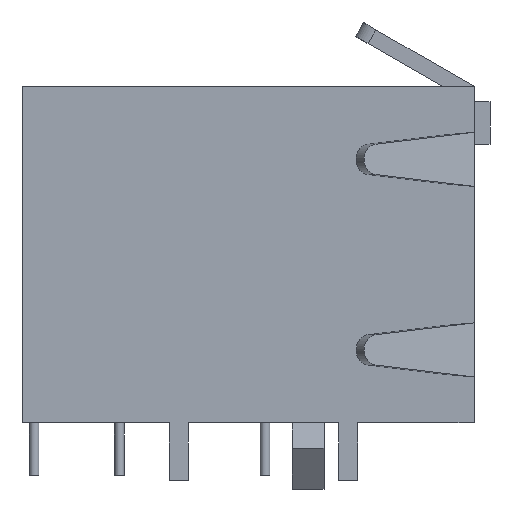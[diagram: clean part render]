
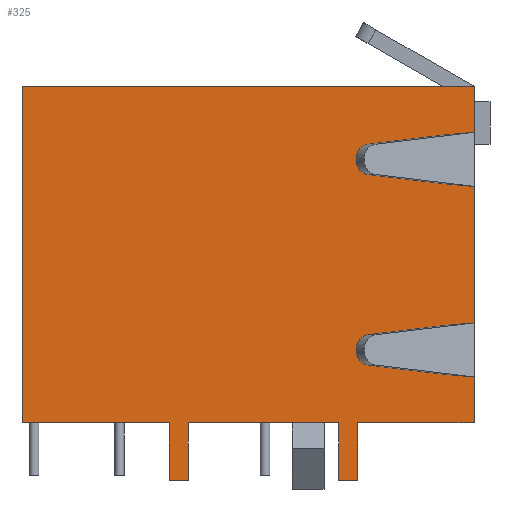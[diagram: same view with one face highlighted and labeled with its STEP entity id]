
A CAD part, left-side view. The second image highlights one B-rep face of the part: STEP entity #325.
In plain terms, the highlighted planar face has unit normal (-1, 0, 0).
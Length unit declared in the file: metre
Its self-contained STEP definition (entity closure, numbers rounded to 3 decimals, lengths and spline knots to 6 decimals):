
#325 = ADVANCED_FACE( '', ( #712 ), #713, .F. );
#712 = FACE_OUTER_BOUND( '', #1173, .T. );
#713 = PLANE( '', #1174 );
#1173 = EDGE_LOOP( '', ( #1988, #1989, #1990, #1991, #1992, #1993, #1994, #1995, #1996, #1997, #1998, #1999, #2000, #2001, #2002, #2003, #2004, #2005, #2006, #2007 ) );
#1174 = AXIS2_PLACEMENT_3D( '', #2008, #2009, #2010 );
#1988 = ORIENTED_EDGE( '', *, *, #2855, .T. );
#1989 = ORIENTED_EDGE( '', *, *, #2802, .T. );
#1990 = ORIENTED_EDGE( '', *, *, #2793, .F. );
#1991 = ORIENTED_EDGE( '', *, *, #2856, .F. );
#1992 = ORIENTED_EDGE( '', *, *, #2857, .T. );
#1993 = ORIENTED_EDGE( '', *, *, #2858, .F. );
#1994 = ORIENTED_EDGE( '', *, *, #2859, .F. );
#1995 = ORIENTED_EDGE( '', *, *, #2860, .T. );
#1996 = ORIENTED_EDGE( '', *, *, #2861, .F. );
#1997 = ORIENTED_EDGE( '', *, *, #2862, .T. );
#1998 = ORIENTED_EDGE( '', *, *, #2863, .T. );
#1999 = ORIENTED_EDGE( '', *, *, #2864, .T. );
#2000 = ORIENTED_EDGE( '', *, *, #2562, .F. );
#2001 = ORIENTED_EDGE( '', *, *, #2741, .T. );
#2002 = ORIENTED_EDGE( '', *, *, #2721, .T. );
#2003 = ORIENTED_EDGE( '', *, *, #2865, .T. );
#2004 = ORIENTED_EDGE( '', *, *, #2866, .T. );
#2005 = ORIENTED_EDGE( '', *, *, #2608, .T. );
#2006 = ORIENTED_EDGE( '', *, *, #2867, .F. );
#2007 = ORIENTED_EDGE( '', *, *, #2868, .F. );
#2008 = CARTESIAN_POINT( '', ( -0.0084, 0.02835, 0.01055 ) );
#2009 = DIRECTION( '', ( 1., 0., 0. ) );
#2010 = DIRECTION( '', ( 0., 0., -1. ) );
#2562 = EDGE_CURVE( '', #3022, #3017, #3024, .T. );
#2608 = EDGE_CURVE( '', #3104, #3105, #3106, .T. );
#2721 = EDGE_CURVE( '', #3293, #3290, #3294, .T. );
#2741 = EDGE_CURVE( '', #3022, #3293, #3320, .T. );
#2793 = EDGE_CURVE( '', #3396, #3399, #3400, .T. );
#2802 = EDGE_CURVE( '', #3062, #3399, #3414, .T. );
#2855 = EDGE_CURVE( '', #3487, #3062, #3488, .T. );
#2856 = EDGE_CURVE( '', #3063, #3396, #3489, .T. );
#2857 = EDGE_CURVE( '', #3063, #3490, #3491, .T. );
#2858 = EDGE_CURVE( '', #3492, #3490, #3493, .T. );
#2859 = EDGE_CURVE( '', #3494, #3492, #3495, .T. );
#2860 = EDGE_CURVE( '', #3494, #3496, #3497, .T. );
#2861 = EDGE_CURVE( '', #3498, #3496, #3499, .T. );
#2862 = EDGE_CURVE( '', #3498, #3500, #3501, .T. );
#2863 = EDGE_CURVE( '', #3500, #3502, #3503, .T. );
#2864 = EDGE_CURVE( '', #3502, #3017, #3504, .T. );
#2865 = EDGE_CURVE( '', #3290, #3505, #3506, .T. );
#2866 = EDGE_CURVE( '', #3505, #3104, #3507, .T. );
#2867 = EDGE_CURVE( '', #3508, #3105, #3509, .T. );
#2868 = EDGE_CURVE( '', #3487, #3508, #3510, .T. );
#3017 = VERTEX_POINT( '', #3684 );
#3022 = VERTEX_POINT( '', #3691 );
#3024 = LINE( '', #3694, #3695 );
#3062 = VERTEX_POINT( '', #3747 );
#3063 = VERTEX_POINT( '', #3748 );
#3104 = VERTEX_POINT( '', #3807 );
#3105 = VERTEX_POINT( '', #3808 );
#3106 = LINE( '', #3809, #3810 );
#3290 = VERTEX_POINT( '', #4065 );
#3293 = VERTEX_POINT( '', #4069 );
#3294 = LINE( '', #4070, #4071 );
#3320 = LINE( '', #4107, #4108 );
#3396 = VERTEX_POINT( '', #4222 );
#3399 = VERTEX_POINT( '', #4226 );
#3400 = LINE( '', #4227, #4228 );
#3414 = LINE( '', #4247, #4248 );
#3487 = VERTEX_POINT( '', #4346 );
#3488 = LINE( '', #4347, #4348 );
#3489 = LINE( '', #4349, #4350 );
#3490 = VERTEX_POINT( '', #4351 );
#3491 = LINE( '', #4352, #4353 );
#3492 = VERTEX_POINT( '', #4354 );
#3493 = LINE( '', #4355, #4356 );
#3494 = VERTEX_POINT( '', #4357 );
#3495 = LINE( '', #4358, #4359 );
#3496 = VERTEX_POINT( '', #4360 );
#3497 = LINE( '', #4361, #4362 );
#3498 = VERTEX_POINT( '', #4363 );
#3499 = LINE( '', #4364, #4365 );
#3500 = VERTEX_POINT( '', #4366 );
#3501 = LINE( '', #4367, #4368 );
#3502 = VERTEX_POINT( '', #4369 );
#3503 = LINE( '', #4370, #4371 );
#3504 = LINE( '', #4372, #4373 );
#3505 = VERTEX_POINT( '', #4374 );
#3506 = LINE( '', #4375, #4376 );
#3507 = LINE( '', #4377, #4378 );
#3508 = VERTEX_POINT( '', #4379 );
#3509 = LINE( '', #4380, #4381 );
#3510 = LINE( '', #4382, #4383 );
#3684 = CARTESIAN_POINT( '', ( -0.0084, 0.0085, 0. ) );
#3691 = CARTESIAN_POINT( '', ( -0.0084, 0.0085, -0.0036 ) );
#3694 = CARTESIAN_POINT( '', ( -0.0084, 0.0085, -0.0036 ) );
#3695 = VECTOR( '', #4598, 1. );
#3747 = CARTESIAN_POINT( '', ( -0.0084, 0., 0.014826 ) );
#3748 = CARTESIAN_POINT( '', ( -0.0084, 0., 0.018224 ) );
#3807 = CARTESIAN_POINT( '', ( -0.0084, 0., 0.002876 ) );
#3808 = CARTESIAN_POINT( '', ( -0.0084, 0.002, 0.003057 ) );
#3809 = CARTESIAN_POINT( '', ( -0.0084, 0.028809, 0.005489 ) );
#3810 = VECTOR( '', #4640, 1. );
#4065 = CARTESIAN_POINT( '', ( -0.0084, 0.0073, 0. ) );
#4069 = CARTESIAN_POINT( '', ( -0.0084, 0.0073, -0.0036 ) );
#4070 = CARTESIAN_POINT( '', ( -0.0084, 0.0073, -0.0036 ) );
#4071 = VECTOR( '', #4755, 1. );
#4107 = CARTESIAN_POINT( '', ( -0.0084, 0.02835, -0.0036 ) );
#4108 = VECTOR( '', #4772, 1. );
#4222 = CARTESIAN_POINT( '', ( -0.0084, 0.002, 0.018043 ) );
#4226 = CARTESIAN_POINT( '', ( -0.0084, 0.002, 0.015008 ) );
#4227 = CARTESIAN_POINT( '', ( -0.0084, 0.002, 0.01055 ) );
#4228 = VECTOR( '', #4815, 1. );
#4247 = CARTESIAN_POINT( '', ( -0.0084, 0.027734, 0.017342 ) );
#4248 = VECTOR( '', #4824, 1. );
#4346 = CARTESIAN_POINT( '', ( -0.0084, 0., 0.006274 ) );
#4347 = CARTESIAN_POINT( '', ( -0.0084, 0., 0.01055 ) );
#4348 = VECTOR( '', #4880, 1. );
#4349 = CARTESIAN_POINT( '', ( -0.0084, 0.028809, 0.015611 ) );
#4350 = VECTOR( '', #4881, 1. );
#4351 = CARTESIAN_POINT( '', ( -0.0084, 0., 0.0211 ) );
#4352 = CARTESIAN_POINT( '', ( -0.0084, 0., 0.01055 ) );
#4353 = VECTOR( '', #4882, 1. );
#4354 = CARTESIAN_POINT( '', ( -0.0084, 0.02835, 0.0211 ) );
#4355 = CARTESIAN_POINT( '', ( -0.0084, 0.02835, 0.0211 ) );
#4356 = VECTOR( '', #4883, 1. );
#4357 = CARTESIAN_POINT( '', ( -0.0084, 0.02835, 0. ) );
#4358 = CARTESIAN_POINT( '', ( -0.0084, 0.02835, 0.01055 ) );
#4359 = VECTOR( '', #4884, 1. );
#4360 = CARTESIAN_POINT( '', ( -0.0084, 0.01912, 0. ) );
#4361 = CARTESIAN_POINT( '', ( -0.0084, 0.02835, 0. ) );
#4362 = VECTOR( '', #4885, 1. );
#4363 = CARTESIAN_POINT( '', ( -0.0084, 0.01912, -0.0036 ) );
#4364 = CARTESIAN_POINT( '', ( -0.0084, 0.01912, -0.0036 ) );
#4365 = VECTOR( '', #4886, 1. );
#4366 = CARTESIAN_POINT( '', ( -0.0084, 0.01792, -0.0036 ) );
#4367 = CARTESIAN_POINT( '', ( -0.0084, 0.02835, -0.0036 ) );
#4368 = VECTOR( '', #4887, 1. );
#4369 = CARTESIAN_POINT( '', ( -0.0084, 0.01792, 0. ) );
#4370 = CARTESIAN_POINT( '', ( -0.0084, 0.01792, -0.0036 ) );
#4371 = VECTOR( '', #4888, 1. );
#4372 = CARTESIAN_POINT( '', ( -0.0084, 0.02835, 0. ) );
#4373 = VECTOR( '', #4889, 1. );
#4374 = CARTESIAN_POINT( '', ( -0.0084, 0., 0. ) );
#4375 = CARTESIAN_POINT( '', ( -0.0084, 0.02835, 0. ) );
#4376 = VECTOR( '', #4890, 1. );
#4377 = CARTESIAN_POINT( '', ( -0.0084, 0., 0.01055 ) );
#4378 = VECTOR( '', #4891, 1. );
#4379 = CARTESIAN_POINT( '', ( -0.0084, 0.002, 0.006092 ) );
#4380 = CARTESIAN_POINT( '', ( -0.0084, 0.002, 0.01055 ) );
#4381 = VECTOR( '', #4892, 1. );
#4382 = CARTESIAN_POINT( '', ( -0.0084, 0.027734, 0.003758 ) );
#4383 = VECTOR( '', #4893, 1. );
#4598 = DIRECTION( '', ( 0., 0., 1. ) );
#4640 = DIRECTION( '', ( 0., 0.996, 0.09 ) );
#4755 = DIRECTION( '', ( 0., 0., 1. ) );
#4772 = DIRECTION( '', ( 0., -1., 0. ) );
#4815 = DIRECTION( '', ( 0., 0., -1. ) );
#4824 = DIRECTION( '', ( 0., 0.996, 0.09 ) );
#4880 = DIRECTION( '', ( 0., 0., 1. ) );
#4881 = DIRECTION( '', ( 0., 0.996, -0.09 ) );
#4882 = DIRECTION( '', ( 0., 0., 1. ) );
#4883 = DIRECTION( '', ( 0., -1., 0. ) );
#4884 = DIRECTION( '', ( 0., 0., 1. ) );
#4885 = DIRECTION( '', ( 0., -1., 0. ) );
#4886 = DIRECTION( '', ( 0., 0., 1. ) );
#4887 = DIRECTION( '', ( 0., -1., 0. ) );
#4888 = DIRECTION( '', ( 0., 0., 1. ) );
#4889 = DIRECTION( '', ( 0., -1., 0. ) );
#4890 = DIRECTION( '', ( 0., -1., 0. ) );
#4891 = DIRECTION( '', ( 0., 0., 1. ) );
#4892 = DIRECTION( '', ( 0., 0., -1. ) );
#4893 = DIRECTION( '', ( 0., 0.996, -0.09 ) );
